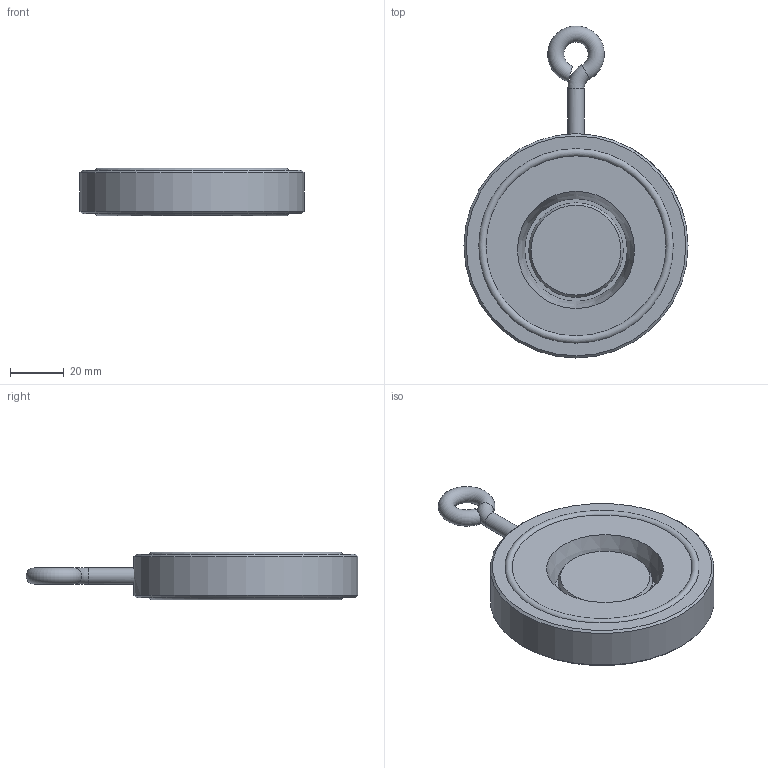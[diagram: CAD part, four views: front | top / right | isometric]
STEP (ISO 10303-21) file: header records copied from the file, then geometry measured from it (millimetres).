
FILE_DESCRIPTION (( 'STEP AP214' ), '1' );
FILE_NAME ('ZRK-40 ANSI150.STEP', '2017-09-28T13:00:09', ( 'eh' ), ( 'Hewlett-Packard Company' ), 'SwSTEP 2.0', 'SolidWorks 2015', '' );
FILE_SCHEMA (( 'AUTOMOTIVE_DESIGN' ));
Length unit declared in the file: millimetre
Products named in the file (1): ZRK-40 ANSI150
Bounding box: 83 x 122.99 x 17.6 mm (x, y, z)
Volume: 78870.6 mm3; surface area: 19132.6 mm2
Topology: 1 solids, 2 shells, 169 faces, 419 edges, 278 vertices
Faces by surface type: plane 67, bspline 67, cylinder 22, torus 8, cone 5
Full cylindrical faces by diameter (mm): 5 x1, 6 x1, 22 x1, 35 x1, 83 x1
Entity records: 15034 total; most frequent: CARTESIAN_POINT 10123, ORIENTED_EDGE 794, DIRECTION 479, EDGE_CURVE 397, VERTEX_POINT 274, B_SPLINE_CURVE_WITH_KNOTS 219, EDGE_LOOP 213, AXIS2_PLACEMENT_3D 198
